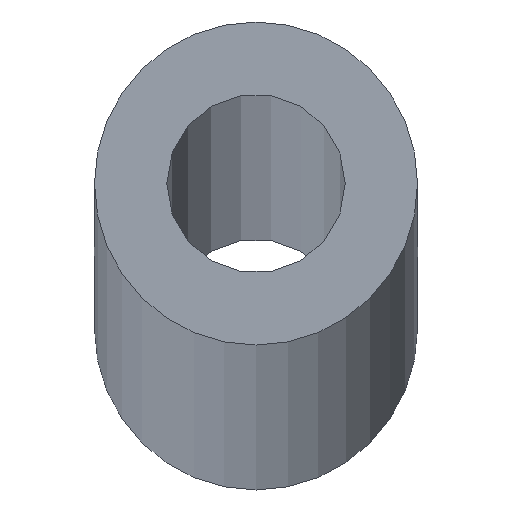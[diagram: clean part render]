
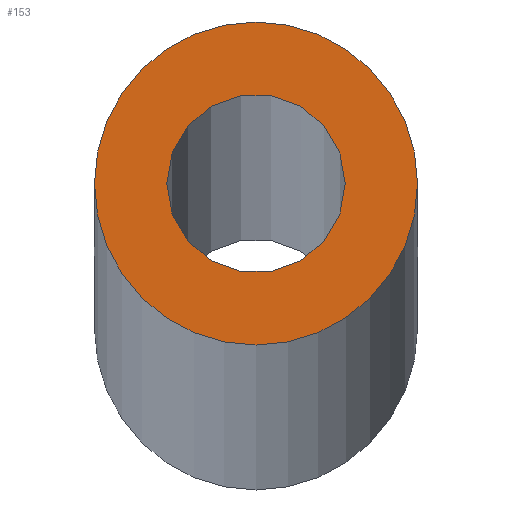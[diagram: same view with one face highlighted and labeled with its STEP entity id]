
A CAD part, top view. The second image highlights one B-rep face of the part: STEP entity #153.
In plain terms, the highlighted planar face has unit normal (0, 0, 1).
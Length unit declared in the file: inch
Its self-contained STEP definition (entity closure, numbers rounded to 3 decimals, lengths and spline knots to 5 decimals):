
#1 = DIRECTION ( 'NONE',  ( 1., 0., 0. ) ) ;
#7 = EDGE_CURVE ( 'NONE', #39, #194, #71, .T. ) ;
#9 = FACE_OUTER_BOUND ( 'NONE', #232, .T. ) ;
#10 = AXIS2_PLACEMENT_3D ( 'NONE', #159, #238, #242 ) ;
#12 = EDGE_CURVE ( 'NONE', #77, #142, #179, .T. ) ;
#20 = ORIENTED_EDGE ( 'NONE', *, *, #12, .F. ) ;
#28 = EDGE_CURVE ( 'NONE', #142, #77, #81, .T. ) ;
#33 = CARTESIAN_POINT ( 'NONE',  ( 0., 0., 216. ) ) ;
#39 = VERTEX_POINT ( 'NONE', #203 ) ;
#40 = AXIS2_PLACEMENT_3D ( 'NONE', #65, #48, #95 ) ;
#46 = CARTESIAN_POINT ( 'NONE',  ( 0., 0., 216. ) ) ;
#48 = DIRECTION ( 'NONE',  ( 0., 0., 1. ) ) ;
#50 = PLANE ( 'NONE',  #62 ) ;
#60 = DIRECTION ( 'NONE',  ( 0., 0., 1. ) ) ;
#62 = AXIS2_PLACEMENT_3D ( 'NONE', #33, #145, #107 ) ;
#65 = CARTESIAN_POINT ( 'NONE',  ( 0., 0., 216. ) ) ;
#71 = CIRCLE ( 'NONE', #40, 0.42 ) ;
#77 = VERTEX_POINT ( 'NONE', #252 ) ;
#81 = CIRCLE ( 'NONE', #143, 0.232 ) ;
#90 = EDGE_CURVE ( 'NONE', #194, #39, #223, .T. ) ;
#95 = DIRECTION ( 'NONE',  ( 1., 0., 0. ) ) ;
#96 = CARTESIAN_POINT ( 'NONE',  ( 0., 0., 216. ) ) ;
#105 = AXIS2_PLACEMENT_3D ( 'NONE', #96, #139, #1 ) ;
#107 = DIRECTION ( 'NONE',  ( 1., 0., 0. ) ) ;
#124 = CARTESIAN_POINT ( 'NONE',  ( -0.232, 0., 216. ) ) ;
#138 = ORIENTED_EDGE ( 'NONE', *, *, #90, .T. ) ;
#139 = DIRECTION ( 'NONE',  ( 0., 0., 1. ) ) ;
#142 = VERTEX_POINT ( 'NONE', #124 ) ;
#143 = AXIS2_PLACEMENT_3D ( 'NONE', #46, #60, #217 ) ;
#145 = DIRECTION ( 'NONE',  ( 0., 0., 1. ) ) ;
#153 = ADVANCED_FACE ( 'NONE', ( #9, #206 ), #50, .T. ) ;
#156 = ORIENTED_EDGE ( 'NONE', *, *, #7, .T. ) ;
#159 = CARTESIAN_POINT ( 'NONE',  ( 0., 0., 216. ) ) ;
#179 = CIRCLE ( 'NONE', #105, 0.232 ) ;
#182 = EDGE_LOOP ( 'NONE', ( #212, #20 ) ) ;
#190 = CARTESIAN_POINT ( 'NONE',  ( 0.42, 0., 216. ) ) ;
#194 = VERTEX_POINT ( 'NONE', #190 ) ;
#203 = CARTESIAN_POINT ( 'NONE',  ( -0.42, 0., 216. ) ) ;
#206 = FACE_BOUND ( 'NONE', #182, .T. ) ;
#212 = ORIENTED_EDGE ( 'NONE', *, *, #28, .F. ) ;
#217 = DIRECTION ( 'NONE',  ( 1., 0., 0. ) ) ;
#223 = CIRCLE ( 'NONE', #10, 0.42 ) ;
#232 = EDGE_LOOP ( 'NONE', ( #156, #138 ) ) ;
#238 = DIRECTION ( 'NONE',  ( 0., 0., 1. ) ) ;
#242 = DIRECTION ( 'NONE',  ( 1., 0., 0. ) ) ;
#252 = CARTESIAN_POINT ( 'NONE',  ( 0.232, 0., 216. ) ) ;
